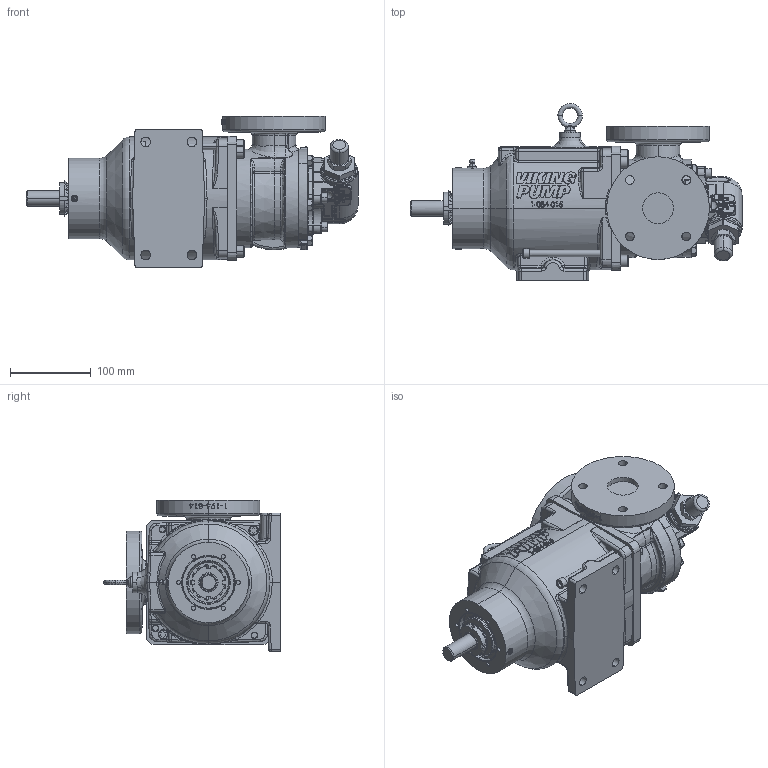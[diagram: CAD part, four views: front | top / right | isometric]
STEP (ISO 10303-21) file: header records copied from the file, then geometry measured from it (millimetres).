
FILE_DESCRIPTION (( 'STEP AP214' ), '1' );
FILE_NAME ('HL8123A.STEP', '2017-08-18T13:29:19', ( '' ), ( '' ), 'SwSTEP 2.0', 'SolidWorks 2016', '' );
FILE_SCHEMA (( 'AUTOMOTIVE_DESIGN' ));
Length unit declared in the file: inch
Products named in the file (2): HL8123A
Bounding box: 410.18 x 218.31 x 187.32 mm (x, y, z)
Volume: 5443833.8 mm3; surface area: 313025.6 mm2
Topology: 1 solids, 1 shells, 2151 faces, 5379 edges, 3354 vertices
Faces by surface type: plane 819, bspline 574, cylinder 397, cone 211, torus 96, sphere 54
Entity records: 149567 total; most frequent: CARTESIAN_POINT 93702, ORIENTED_EDGE 10694, DIRECTION 8008, EDGE_CURVE 5347, VERTEX_POINT 3350, AXIS2_PLACEMENT_3D 2800, VECTOR 2408, LINE 2408
